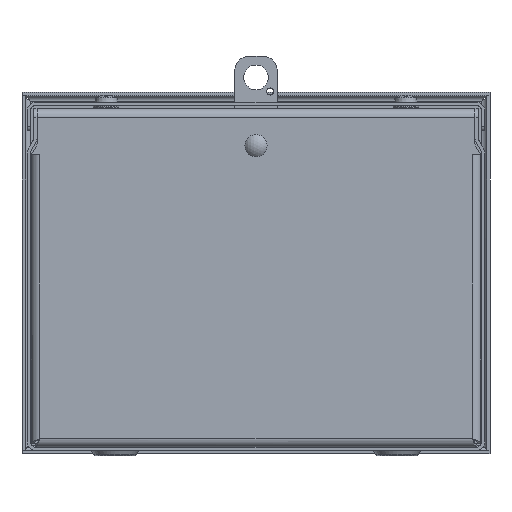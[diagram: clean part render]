
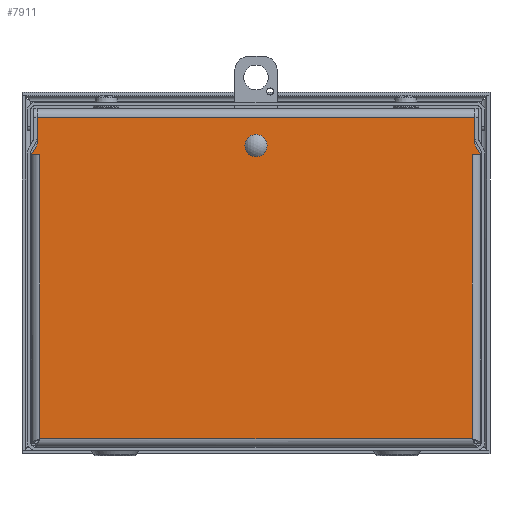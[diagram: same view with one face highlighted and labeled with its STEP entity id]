
A CAD part, front view. The second image highlights one B-rep face of the part: STEP entity #7911.
In plain terms, the highlighted face is planar.
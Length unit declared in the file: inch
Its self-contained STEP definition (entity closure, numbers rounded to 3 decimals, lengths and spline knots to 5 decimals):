
#27 = CARTESIAN_POINT ( 'NONE',  ( -1.91581, 2.84725, 0. ) ) ;
#201 = VECTOR ( 'NONE', #6817, 39.37008 ) ;
#205 = CARTESIAN_POINT ( 'NONE',  ( -3.83163, -1.09375, 0. ) ) ;
#296 = VERTEX_POINT ( 'NONE', #5502 ) ;
#310 = VERTEX_POINT ( 'NONE', #7050 ) ;
#379 = DIRECTION ( 'NONE',  ( 0., -1., 0. ) ) ;
#433 = EDGE_CURVE ( 'NONE', #1922, #7263, #7226, .T. ) ;
#503 = CARTESIAN_POINT ( 'NONE',  ( 3.875, -1.18847, 0. ) ) ;
#553 = LINE ( 'NONE', #205, #201 ) ;
#778 = CARTESIAN_POINT ( 'NONE',  ( 3.875, -2.84725, 0. ) ) ;
#949 = CARTESIAN_POINT ( 'NONE',  ( 3.83163, 2.84725, 0. ) ) ;
#1057 = CARTESIAN_POINT ( 'NONE',  ( 3.98426, -2.1877, 0. ) ) ;
#1063 = VERTEX_POINT ( 'NONE', #4974 ) ;
#1169 = ORIENTED_EDGE ( 'NONE', *, *, #1268, .T. ) ;
#1263 = AXIS2_PLACEMENT_3D ( 'NONE', #6622, #2252, #7257 ) ;
#1268 = EDGE_CURVE ( 'NONE', #7263, #8091, #8265, .T. ) ;
#1395 = EDGE_CURVE ( 'NONE', #3551, #9047, #7555, .T. ) ;
#1498 = EDGE_CURVE ( 'NONE', #296, #7441, #8133, .T. ) ;
#1559 = EDGE_CURVE ( 'NONE', #7334, #3551, #7200, .T. ) ;
#1617 = CARTESIAN_POINT ( 'NONE',  ( -3.83143, -1.09385, 0. ) ) ;
#1677 = PLANE ( 'NONE',  #2722 ) ;
#1706 = VECTOR ( 'NONE', #3723, 39.37008 ) ;
#1764 = CARTESIAN_POINT ( 'NONE',  ( 3.95994, -2.22983, 0. ) ) ;
#1819 = ORIENTED_EDGE ( 'NONE', *, *, #1395, .T. ) ;
#1835 = VECTOR ( 'NONE', #3446, 39.37008 ) ;
#1845 = EDGE_CURVE ( 'NONE', #4190, #7910, #6848, .T. ) ;
#1920 = CARTESIAN_POINT ( 'NONE',  ( -1.99213, -2.1877, 0. ) ) ;
#1922 = VERTEX_POINT ( 'NONE', #3660 ) ;
#2031 = EDGE_CURVE ( 'NONE', #8091, #1063, #2058, .T. ) ;
#2058 = LINE ( 'NONE', #8277, #5616 ) ;
#2110 = EDGE_CURVE ( 'NONE', #4854, #1922, #7188, .T. ) ;
#2217 = LINE ( 'NONE', #9193, #7487 ) ;
#2252 = DIRECTION ( 'NONE',  ( 0., 0., 1. ) ) ;
#2288 = EDGE_CURVE ( 'NONE', #1063, #296, #6396, .T. ) ;
#2304 = CARTESIAN_POINT ( 'NONE',  ( 3.83142, -2.1875, 0. ) ) ;
#2338 = LINE ( 'NONE', #2654, #8409 ) ;
#2412 = VECTOR ( 'NONE', #2588, 39.37008 ) ;
#2588 = DIRECTION ( 'NONE',  ( -0.5, -0.866, 0. ) ) ;
#2654 = CARTESIAN_POINT ( 'NONE',  ( -1.91571, -2.1875, 0. ) ) ;
#2698 = DIRECTION ( 'NONE',  ( 0., 0., 1. ) ) ;
#2716 = DIRECTION ( 'NONE',  ( -1., 0., 0. ) ) ;
#2717 = DIRECTION ( 'NONE',  ( -0.5, 0.866, 0. ) ) ;
#2722 = AXIS2_PLACEMENT_3D ( 'NONE', #6291, #2698, #5535 ) ;
#2797 = ORIENTED_EDGE ( 'NONE', *, *, #1559, .T. ) ;
#2906 = VECTOR ( 'NONE', #4216, 39.37008 ) ;
#2944 = CARTESIAN_POINT ( 'NONE',  ( -3.83142, -2.1875, 0. ) ) ;
#3087 = DIRECTION ( 'NONE',  ( 0., 1., 0. ) ) ;
#3090 = DIRECTION ( 'NONE',  ( -1., 0., 0. ) ) ;
#3275 = CIRCLE ( 'NONE', #1263, 0.1005 ) ;
#3446 = DIRECTION ( 'NONE',  ( 1., 0., 0. ) ) ;
#3548 = ORIENTED_EDGE ( 'NONE', *, *, #2288, .T. ) ;
#3550 = CARTESIAN_POINT ( 'NONE',  ( -3.875, -2.84725, 0. ) ) ;
#3551 = VERTEX_POINT ( 'NONE', #2304 ) ;
#3578 = ORIENTED_EDGE ( 'NONE', *, *, #433, .T. ) ;
#3579 = FACE_BOUND ( 'NONE', #4559, .T. ) ;
#3660 = CARTESIAN_POINT ( 'NONE',  ( 3.875, -2.37694, 0. ) ) ;
#3723 = DIRECTION ( 'NONE',  ( 1., 0., 0. ) ) ;
#3858 = CARTESIAN_POINT ( 'NONE',  ( -3.83142, -2.1877, 0. ) ) ;
#3978 = DIRECTION ( 'NONE',  ( 0., -1., 0. ) ) ;
#4190 = VERTEX_POINT ( 'NONE', #6129 ) ;
#4216 = DIRECTION ( 'NONE',  ( 0., -1., 0. ) ) ;
#4321 = ORIENTED_EDGE ( 'NONE', *, *, #5340, .T. ) ;
#4435 = VECTOR ( 'NONE', #2717, 39.37008 ) ;
#4468 = ORIENTED_EDGE ( 'NONE', *, *, #6915, .T. ) ;
#4491 = VERTEX_POINT ( 'NONE', #6472 ) ;
#4559 = EDGE_LOOP ( 'NONE', ( #8497 ) ) ;
#4610 = CARTESIAN_POINT ( 'NONE',  ( 3.83163, -2.1875, 0. ) ) ;
#4854 = VERTEX_POINT ( 'NONE', #1057 ) ;
#4974 = CARTESIAN_POINT ( 'NONE',  ( -3.875, -2.37694, 0. ) ) ;
#4995 = ORIENTED_EDGE ( 'NONE', *, *, #6544, .T. ) ;
#5340 = EDGE_CURVE ( 'NONE', #7910, #7334, #2217, .T. ) ;
#5502 = CARTESIAN_POINT ( 'NONE',  ( -3.98426, -2.1877, 0. ) ) ;
#5535 = DIRECTION ( 'NONE',  ( 1., 0., 0. ) ) ;
#5616 = VECTOR ( 'NONE', #5995, 39.37008 ) ;
#5742 = EDGE_LOOP ( 'NONE', ( #1169, #7501, #3548, #9081, #7028, #4995, #6943, #8485, #4321, #2797, #1819, #4468, #6709, #3578 ) ) ;
#5995 = DIRECTION ( 'NONE',  ( 0., 1., 0. ) ) ;
#6021 = CARTESIAN_POINT ( 'NONE',  ( 1.9375, -2.84725, 0. ) ) ;
#6129 = CARTESIAN_POINT ( 'NONE',  ( -3.83163, 2.84725, 0. ) ) ;
#6190 = EDGE_CURVE ( 'NONE', #310, #310, #3275, .T. ) ;
#6192 = CARTESIAN_POINT ( 'NONE',  ( 1.91571, -2.1877, 0. ) ) ;
#6291 = CARTESIAN_POINT ( 'NONE',  ( 0., 0., 0. ) ) ;
#6294 = VECTOR ( 'NONE', #3087, 39.37008 ) ;
#6297 = VECTOR ( 'NONE', #9286, 39.37008 ) ;
#6396 = LINE ( 'NONE', #7070, #4435 ) ;
#6472 = CARTESIAN_POINT ( 'NONE',  ( -3.83163, -2.1875, 0. ) ) ;
#6544 = EDGE_CURVE ( 'NONE', #7247, #4491, #2338, .T. ) ;
#6622 = CARTESIAN_POINT ( 'NONE',  ( 0., -2.34725, 0. ) ) ;
#6709 = ORIENTED_EDGE ( 'NONE', *, *, #2110, .T. ) ;
#6741 = VECTOR ( 'NONE', #3978, 39.37008 ) ;
#6766 = VECTOR ( 'NONE', #7557, 39.37008 ) ;
#6817 = DIRECTION ( 'NONE',  ( 0., 1., 0. ) ) ;
#6848 = LINE ( 'NONE', #27, #1706 ) ;
#6863 = CARTESIAN_POINT ( 'NONE',  ( 3.83143, -1.09375, 0. ) ) ;
#6915 = EDGE_CURVE ( 'NONE', #9047, #4854, #8747, .T. ) ;
#6943 = ORIENTED_EDGE ( 'NONE', *, *, #9517, .T. ) ;
#7028 = ORIENTED_EDGE ( 'NONE', *, *, #8880, .T. ) ;
#7050 = CARTESIAN_POINT ( 'NONE',  ( 0.1005, -2.34725, 0. ) ) ;
#7070 = CARTESIAN_POINT ( 'NONE',  ( -3.90525, -2.32455, 0. ) ) ;
#7188 = LINE ( 'NONE', #1764, #2412 ) ;
#7200 = LINE ( 'NONE', #8527, #6297 ) ;
#7226 = LINE ( 'NONE', #503, #2906 ) ;
#7247 = VERTEX_POINT ( 'NONE', #2944 ) ;
#7257 = DIRECTION ( 'NONE',  ( 1., 0., 0. ) ) ;
#7263 = VERTEX_POINT ( 'NONE', #778 ) ;
#7334 = VERTEX_POINT ( 'NONE', #4610 ) ;
#7441 = VERTEX_POINT ( 'NONE', #3858 ) ;
#7487 = VECTOR ( 'NONE', #379, 39.37008 ) ;
#7501 = ORIENTED_EDGE ( 'NONE', *, *, #2031, .T. ) ;
#7555 = LINE ( 'NONE', #6863, #6741 ) ;
#7557 = DIRECTION ( 'NONE',  ( 1., 0., 0. ) ) ;
#7685 = FACE_OUTER_BOUND ( 'NONE', #5742, .T. ) ;
#7910 = VERTEX_POINT ( 'NONE', #949 ) ;
#7911 = ADVANCED_FACE ( 'NONE', ( #7685, #3579 ), #1677, .F. ) ;
#8091 = VERTEX_POINT ( 'NONE', #3550 ) ;
#8133 = LINE ( 'NONE', #1920, #1835 ) ;
#8250 = LINE ( 'NONE', #1617, #6294 ) ;
#8265 = LINE ( 'NONE', #6021, #9184 ) ;
#8277 = CARTESIAN_POINT ( 'NONE',  ( -3.875, -1.5, 0. ) ) ;
#8409 = VECTOR ( 'NONE', #2716, 39.37008 ) ;
#8424 = CARTESIAN_POINT ( 'NONE',  ( 3.83142, -2.1877, 0. ) ) ;
#8485 = ORIENTED_EDGE ( 'NONE', *, *, #1845, .T. ) ;
#8497 = ORIENTED_EDGE ( 'NONE', *, *, #6190, .T. ) ;
#8527 = CARTESIAN_POINT ( 'NONE',  ( 1.99219, -2.1875, 0. ) ) ;
#8747 = LINE ( 'NONE', #6192, #6766 ) ;
#8880 = EDGE_CURVE ( 'NONE', #7441, #7247, #8250, .T. ) ;
#9047 = VERTEX_POINT ( 'NONE', #8424 ) ;
#9081 = ORIENTED_EDGE ( 'NONE', *, *, #1498, .T. ) ;
#9184 = VECTOR ( 'NONE', #3090, 39.37008 ) ;
#9193 = CARTESIAN_POINT ( 'NONE',  ( 3.83163, 1.42363, 0. ) ) ;
#9286 = DIRECTION ( 'NONE',  ( -1., 0., 0. ) ) ;
#9517 = EDGE_CURVE ( 'NONE', #4491, #4190, #553, .T. ) ;
